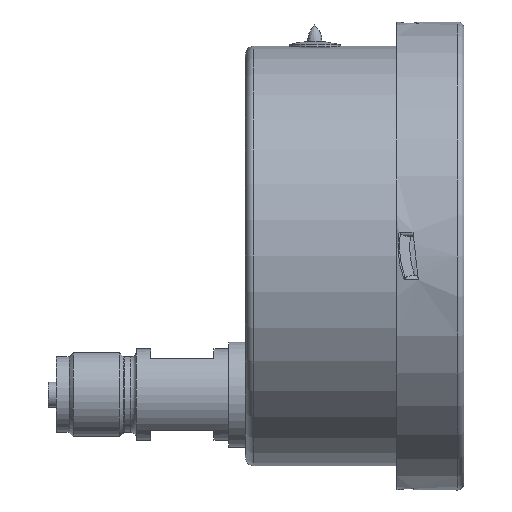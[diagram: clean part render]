
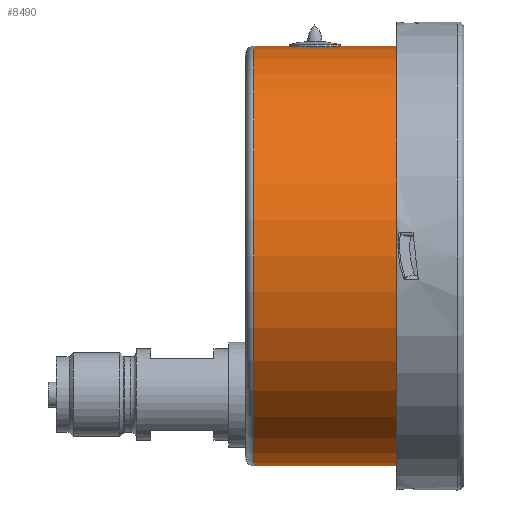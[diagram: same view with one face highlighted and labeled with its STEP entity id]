
A CAD part, left-side view. The second image highlights one B-rep face of the part: STEP entity #8490.
In plain terms, the highlighted cylindrical face has radius 49.971 mm (diameter 99.942 mm), a full revolution.
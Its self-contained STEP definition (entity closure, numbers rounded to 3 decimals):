
#672=LINE('',#12145,#1611);
#1611=VECTOR('',#9752,49.971);
#2550=CYLINDRICAL_SURFACE('',#9011,49.971);
#2603=FACE_OUTER_BOUND('',#3097,.T.);
#3097=EDGE_LOOP('',(#5964,#5965,#5966,#5967,#5968));
#3671=CIRCLE('',#9007,49.971);
#3675=CIRCLE('',#9012,49.971);
#3676=CIRCLE('',#9013,49.971);
#3854=VERTEX_POINT('',#12133);
#3857=VERTEX_POINT('',#12141);
#3858=VERTEX_POINT('',#12142);
#4699=EDGE_CURVE('',#3854,#3854,#3671,.T.);
#4703=EDGE_CURVE('',#3857,#3858,#3675,.F.);
#4704=EDGE_CURVE('',#3858,#3857,#3676,.F.);
#4705=EDGE_CURVE('',#3857,#3854,#672,.T.);
#5964=ORIENTED_EDGE('',*,*,#4703,.T.);
#5965=ORIENTED_EDGE('',*,*,#4704,.T.);
#5966=ORIENTED_EDGE('',*,*,#4705,.T.);
#5967=ORIENTED_EDGE('',*,*,#4699,.F.);
#5968=ORIENTED_EDGE('',*,*,#4705,.F.);
#8490=ADVANCED_FACE('',(#2603),#2550,.T.);
#9007=AXIS2_PLACEMENT_3D('',#12134,#9738,#9739);
#9011=AXIS2_PLACEMENT_3D('',#12140,#9746,#9747);
#9012=AXIS2_PLACEMENT_3D('',#12143,#9748,#9749);
#9013=AXIS2_PLACEMENT_3D('',#12144,#9750,#9751);
#9738=DIRECTION('center_axis',(0.,1.,0.));
#9739=DIRECTION('ref_axis',(-1.,0.,0.));
#9746=DIRECTION('center_axis',(0.,-1.,0.));
#9747=DIRECTION('ref_axis',(-1.,0.,0.));
#9748=DIRECTION('center_axis',(0.,-1.,0.));
#9749=DIRECTION('ref_axis',(1.,0.,0.));
#9750=DIRECTION('center_axis',(0.,-1.,0.));
#9751=DIRECTION('ref_axis',(1.,0.,0.));
#9752=DIRECTION('',(0.,1.,0.));
#12133=CARTESIAN_POINT('',(44.702,22.459,1.804));
#12134=CARTESIAN_POINT('Origin',(-5.269,22.459,1.804));
#12140=CARTESIAN_POINT('Origin',(-5.269,24.459,1.804));
#12141=CARTESIAN_POINT('',(44.702,-16.059,1.804));
#12142=CARTESIAN_POINT('',(-5.269,-16.059,-48.167));
#12143=CARTESIAN_POINT('Origin',(-5.269,-16.059,1.804));
#12144=CARTESIAN_POINT('Origin',(-5.269,-16.059,1.804));
#12145=CARTESIAN_POINT('',(44.702,24.459,1.804));
